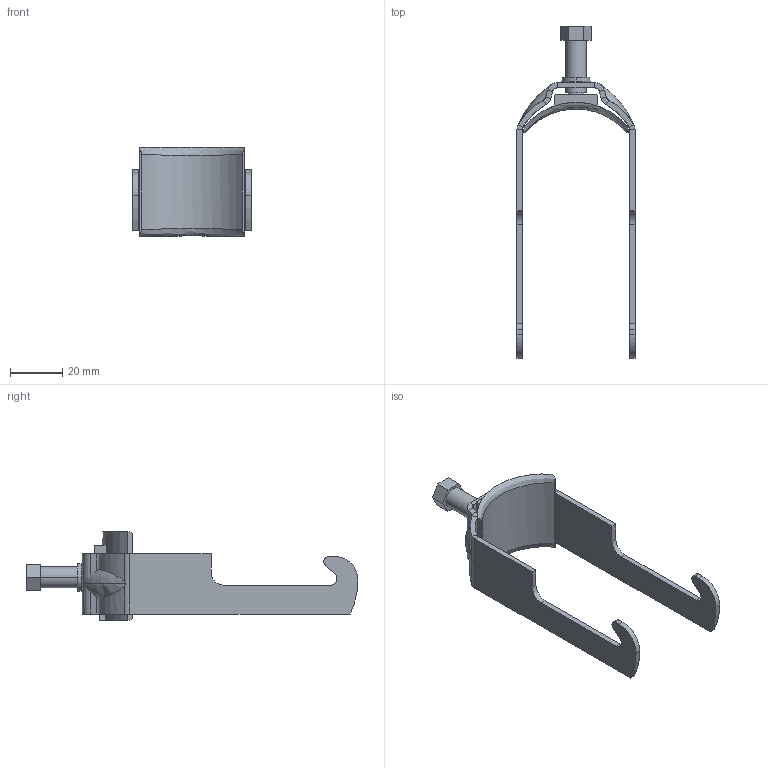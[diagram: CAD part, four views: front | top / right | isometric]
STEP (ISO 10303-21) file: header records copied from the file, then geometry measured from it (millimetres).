
FILE_DESCRIPTION (( 'STEP AP214' ), '1' );
FILE_NAME ('1180401.stp', '2017-09-15T11:32:12', ( '' ), ( '' ), 'SwSTEP 2.0', 'SolidWorks 2016', '' );
FILE_SCHEMA (( 'AUTOMOTIVE_DESIGN' ));
Length unit declared in the file: millimetre
Products named in the file (5): EB104-07-02_Standard; EB104-00-04_Standard; EB104-00-03_Druckschraube - M8 x 20; EB504-07-01_Standard; 1180401
Assembly tree (4 placements, depth 2):
  1180401
    EB504-07-01_Standard
    EB104-00-03_Druckschraube - M8 x 20
    EB104-00-04_Standard
    EB104-07-02_Standard
Bounding box: 45 x 126.5 x 34 mm (x, y, z)
Volume: 13999.4 mm3; surface area: 15262.3 mm2
Topology: 4 solids, 4 shells, 225 faces, 555 edges, 343 vertices
Faces by surface type: plane 147, cylinder 54, torus 14, cone 8, bspline 2
Entity records: 7300 total; most frequent: CARTESIAN_POINT 1835, ORIENTED_EDGE 1106, DIRECTION 1080, EDGE_CURVE 553, VECTOR 364, LINE 364, AXIS2_PLACEMENT_3D 358, VERTEX_POINT 343
